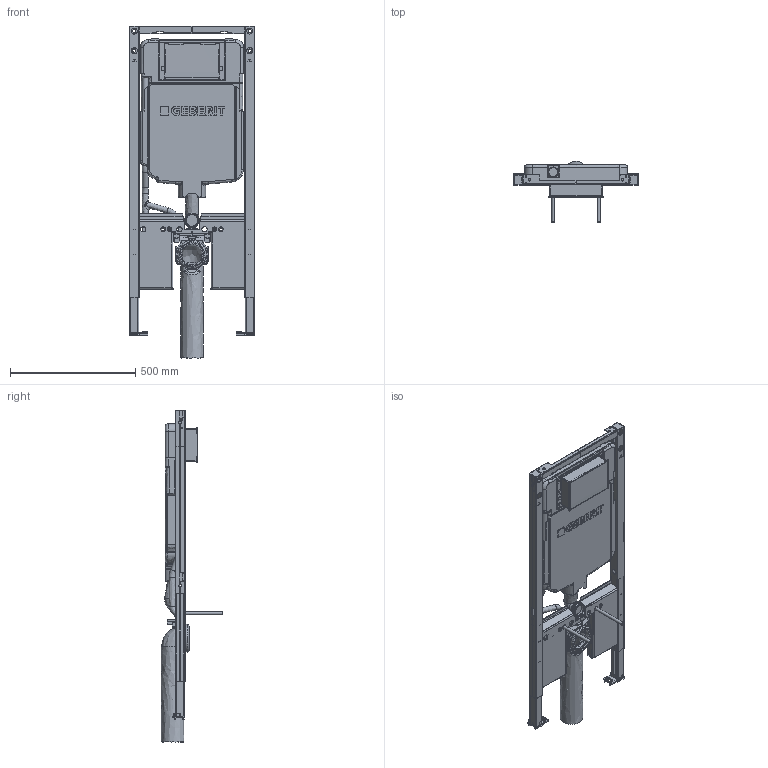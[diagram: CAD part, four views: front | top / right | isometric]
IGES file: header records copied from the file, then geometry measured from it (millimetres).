
Global section: file name: 111699; native system: Autodesk Inventor 2023; preprocessor: unknown; author: none; organization: none; date: 20251212.130036; units: millimetre
Bounding box: 500.02 x 244.89 x 1323.21 mm (x, y, z)
Volume: 20119905.5 mm3; surface area: 3366048.6 mm2
Topology: 23 solids, 23 shells, 3844 faces, 10061 edges, 6151 vertices
Faces by surface type: bspline 3844
